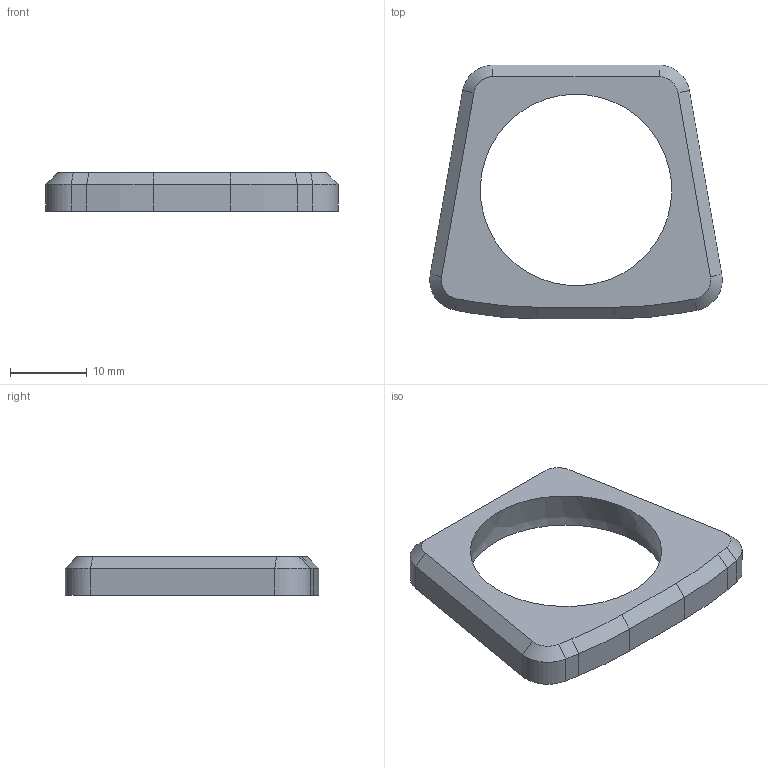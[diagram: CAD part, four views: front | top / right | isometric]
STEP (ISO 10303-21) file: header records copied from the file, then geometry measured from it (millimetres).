
FILE_DESCRIPTION(/* description */ (''),/* implementation_level */ '2;1');
FILE_NAME(/* name */ 'cocot38mini_v2_ballcover',/* time_stamp */ '2025-05-08T15:13:56-07:00',/* author */ (''),/* organization */ (''),/* preprocessor_version */ 'ST-DEVELOPER v16.5',/* originating_system */ 'Rhino 7.25',/* authorisation */ '');
FILE_SCHEMA (('AUTOMOTIVE_DESIGN_CC2'));
Length unit declared in the file: millimetre
Products named in the file (1): Document
Bounding box: 38.02 x 32.98 x 5 mm (x, y, z)
Volume: 2665.3 mm3; surface area: 2183.4 mm2
Topology: 1 solids, 1 shells, 55 faces, 135 edges, 86 vertices
Faces by surface type: plane 42, bspline 7, cylinder 6
Entity records: 1481 total; most frequent: CARTESIAN_POINT 524, ORIENTED_EDGE 270, EDGE_CURVE 135, B_SPLINE_CURVE_WITH_KNOTS 111, VERTEX_POINT 86, EDGE_LOOP 61, ADVANCED_FACE 55, FACE_OUTER_BOUND 55
